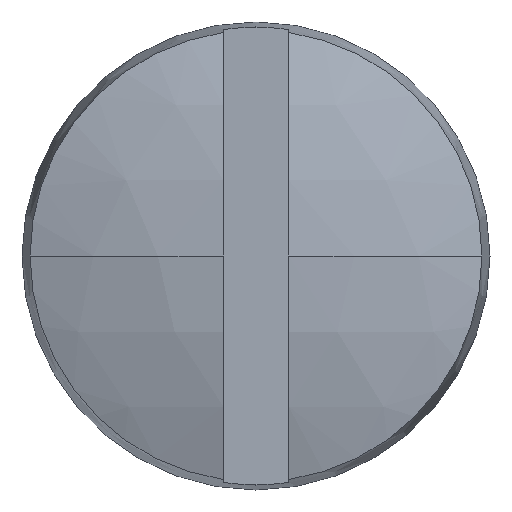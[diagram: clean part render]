
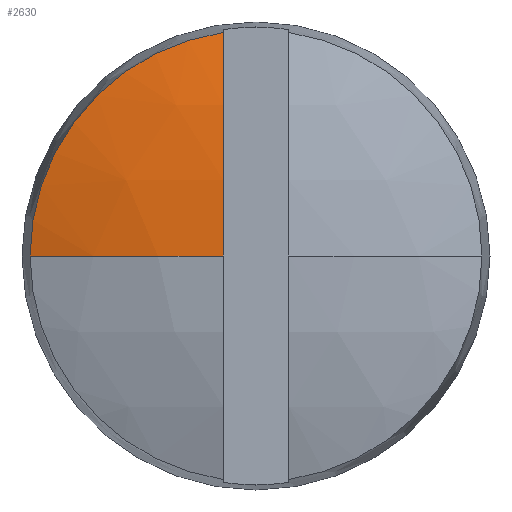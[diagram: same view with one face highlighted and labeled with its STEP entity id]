
A CAD part, left-side view. The second image highlights one B-rep face of the part: STEP entity #2630.
In plain terms, the highlighted spherical face has radius 6.33 mm.
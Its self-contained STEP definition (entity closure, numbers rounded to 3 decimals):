
#15 = EDGE_CURVE ( 'NONE', #997, #127, #2519, .T. ) ;
#74 = CARTESIAN_POINT ( 'NONE',  ( 6.33, 0., 0. ) ) ;
#127 = VERTEX_POINT ( 'NONE', #2738 ) ;
#144 = CIRCLE ( 'NONE', #910, 6.33 ) ;
#237 = CARTESIAN_POINT ( 'NONE',  ( 0.007, 0.3, 0. ) ) ;
#287 = EDGE_CURVE ( 'NONE', #127, #863, #144, .T. ) ;
#294 = CARTESIAN_POINT ( 'NONE',  ( 6.33, 0.3, 0. ) ) ;
#339 = AXIS2_PLACEMENT_3D ( 'NONE', #294, #1314, #843 ) ;
#514 = DIRECTION ( 'NONE',  ( 0., 0., -1. ) ) ;
#531 = DIRECTION ( 'NONE',  ( 0., 1., 0. ) ) ;
#580 = DIRECTION ( 'NONE',  ( 0., 0., 1. ) ) ;
#655 = CARTESIAN_POINT ( 'NONE',  ( 0.35, 0., 0. ) ) ;
#787 = DIRECTION ( 'NONE',  ( 1., 0., 0. ) ) ;
#843 = DIRECTION ( 'NONE',  ( 0., 0., -1. ) ) ;
#863 = VERTEX_POINT ( 'NONE', #237 ) ;
#910 = AXIS2_PLACEMENT_3D ( 'NONE', #74, #580, #787 ) ;
#953 = ORIENTED_EDGE ( 'NONE', *, *, #15, .T. ) ;
#997 = VERTEX_POINT ( 'NONE', #2926 ) ;
#1247 = CIRCLE ( 'NONE', #339, 6.323 ) ;
#1254 = FACE_OUTER_BOUND ( 'NONE', #2514, .T. ) ;
#1314 = DIRECTION ( 'NONE',  ( 0., -1., 0. ) ) ;
#1352 = DIRECTION ( 'NONE',  ( 0., 0., 1. ) ) ;
#1504 = AXIS2_PLACEMENT_3D ( 'NONE', #2152, #514, #531 ) ;
#1565 = EDGE_CURVE ( 'NONE', #997, #863, #1247, .T. ) ;
#2094 = SPHERICAL_SURFACE ( 'NONE', #1504, 6.33 ) ;
#2152 = CARTESIAN_POINT ( 'NONE',  ( 6.33, 0., 0. ) ) ;
#2183 = ORIENTED_EDGE ( 'NONE', *, *, #287, .T. ) ;
#2282 = AXIS2_PLACEMENT_3D ( 'NONE', #655, #2638, #1352 ) ;
#2514 = EDGE_LOOP ( 'NONE', ( #953, #2183, #2590 ) ) ;
#2519 = CIRCLE ( 'NONE', #2282, 2.076 ) ;
#2590 = ORIENTED_EDGE ( 'NONE', *, *, #1565, .F. ) ;
#2630 = ADVANCED_FACE ( 'NONE', ( #1254 ), #2094, .T. ) ;
#2638 = DIRECTION ( 'NONE',  ( -1., 0., 0. ) ) ;
#2738 = CARTESIAN_POINT ( 'NONE',  ( 0.35, 2.076, 0. ) ) ;
#2926 = CARTESIAN_POINT ( 'NONE',  ( 0.35, 0.3, 2.054 ) ) ;
